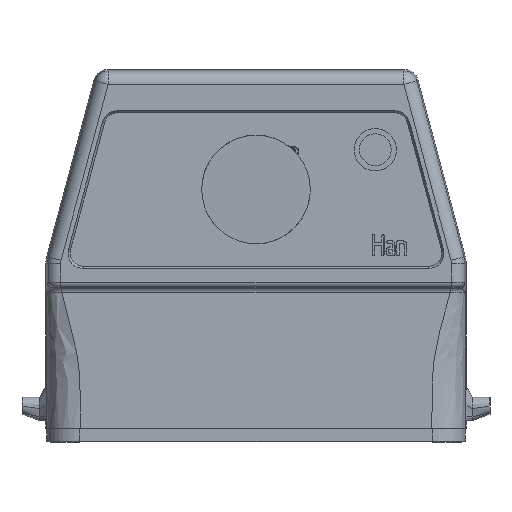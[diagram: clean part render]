
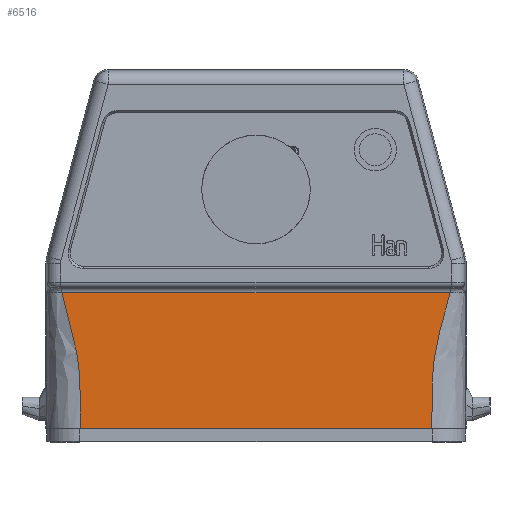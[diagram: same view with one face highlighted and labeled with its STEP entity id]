
A CAD part, front view. The second image highlights one B-rep face of the part: STEP entity #6516.
In plain terms, the highlighted planar face has unit normal (0, -1, 0).
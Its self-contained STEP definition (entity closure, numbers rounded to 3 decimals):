
#6250=CARTESIAN_POINT('',(33.202,-14.75,-11.7));
#6251=VERTEX_POINT('',#6250);
#6259=CARTESIAN_POINT('',(-33.202,-14.75,-11.7));
#6260=VERTEX_POINT('',#6259);
#6261=CARTESIAN_POINT('',(33.202,-14.75,-11.7));
#6262=DIRECTION('',(-1.0,0.0,0.0));
#6263=VECTOR('',#6262,66.403);
#6264=LINE('',#6261,#6263);
#6265=EDGE_CURVE('',#6251,#6260,#6264,.T.);
#6480=CARTESIAN_POINT('',(-39.65,-14.75,14.85));
#6481=DIRECTION('',(0.0,-1.0,0.0));
#6482=DIRECTION('',(0.0,0.0,-1.0));
#6483=AXIS2_PLACEMENT_3D('',#6480,#6481,#6482);
#6484=PLANE('',#6483);
#6485=CARTESIAN_POINT('',(-36.641,-14.75,13.85));
#6486=VERTEX_POINT('',#6485);
#6487=CARTESIAN_POINT('',(-36.641,-14.75,13.85));
#6488=CARTESIAN_POINT('',(-34.877,-14.75,7.85));
#6489=CARTESIAN_POINT('',(-33.202,-14.75,1.85));
#6490=CARTESIAN_POINT('',(-33.202,-14.75,-6.667));
#6491=CARTESIAN_POINT('',(-33.202,-14.75,-9.183));
#6492=CARTESIAN_POINT('',(-33.202,-14.75,-11.7));
#6493=B_SPLINE_CURVE_WITH_KNOTS('',3,(#6487,#6488,#6489,#6490,#6491,#6492),.UNSPECIFIED.,.F.,.U.,(4,2,4),(0.106,0.311,0.396),.UNSPECIFIED.);
#6494=EDGE_CURVE('',#6486,#6260,#6493,.T.);
#6495=ORIENTED_EDGE('',*,*,#6494,.T.);
#6496=ORIENTED_EDGE('',*,*,#6265,.F.);
#6497=CARTESIAN_POINT('',(36.641,-14.75,13.85));
#6498=VERTEX_POINT('',#6497);
#6499=CARTESIAN_POINT('',(33.202,-14.75,-11.7));
#6500=CARTESIAN_POINT('',(33.202,-14.75,-9.183));
#6501=CARTESIAN_POINT('',(33.202,-14.75,-6.667));
#6502=CARTESIAN_POINT('',(33.202,-14.75,1.85));
#6503=CARTESIAN_POINT('',(34.877,-14.75,7.85));
#6504=CARTESIAN_POINT('',(36.641,-14.75,13.85));
#6505=B_SPLINE_CURVE_WITH_KNOTS('',3,(#6499,#6500,#6501,#6502,#6503,#6504),.UNSPECIFIED.,.F.,.U.,(4,2,4),(0.604,0.689,0.894),.UNSPECIFIED.);
#6506=EDGE_CURVE('',#6251,#6498,#6505,.T.);
#6507=ORIENTED_EDGE('',*,*,#6506,.T.);
#6508=CARTESIAN_POINT('',(36.641,-14.75,13.85));
#6509=DIRECTION('',(-1.0,0.0,0.0));
#6510=VECTOR('',#6509,73.283);
#6511=LINE('',#6508,#6510);
#6512=EDGE_CURVE('',#6498,#6486,#6511,.T.);
#6513=ORIENTED_EDGE('',*,*,#6512,.T.);
#6514=EDGE_LOOP('',(#6495,#6496,#6507,#6513));
#6515=FACE_OUTER_BOUND('',#6514,.T.);
#6516=ADVANCED_FACE('',(#6515),#6484,.T.);
